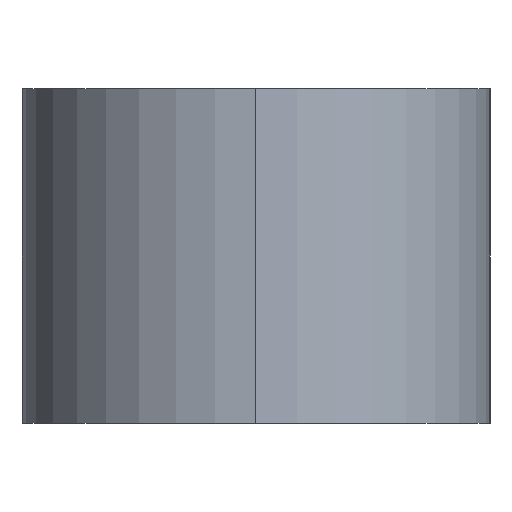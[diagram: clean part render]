
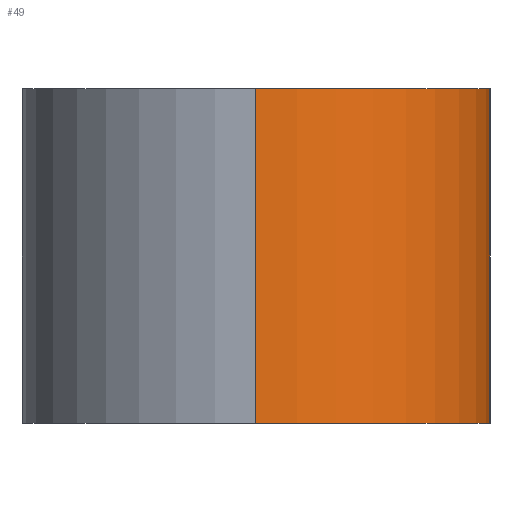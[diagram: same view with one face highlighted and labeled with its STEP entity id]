
A CAD part, left-side view. The second image highlights one B-rep face of the part: STEP entity #49.
In plain terms, the highlighted cylindrical face has radius 7 mm (diameter 14 mm), a partial arc.
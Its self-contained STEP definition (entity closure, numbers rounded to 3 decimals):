
#24 = VECTOR ( 'NONE', #329, 1000. ) ;
#49 = ADVANCED_FACE ( 'NONE', ( #85 ), #125, .T. ) ;
#64 = LINE ( 'NONE', #358, #311 ) ;
#69 = DIRECTION ( 'NONE',  ( 0., 0., 1. ) ) ;
#85 = FACE_OUTER_BOUND ( 'NONE', #138, .T. ) ;
#107 = CIRCLE ( 'NONE', #276, 7. ) ;
#120 = DIRECTION ( 'NONE',  ( -1., 0., 0. ) ) ;
#125 = CYLINDRICAL_SURFACE ( 'NONE', #362, 7. ) ;
#138 = EDGE_LOOP ( 'NONE', ( #272, #399, #140, #407 ) ) ;
#140 = ORIENTED_EDGE ( 'NONE', *, *, #241, .T. ) ;
#154 = EDGE_CURVE ( 'NONE', #371, #244, #64, .T. ) ;
#157 = DIRECTION ( 'NONE',  ( 0., 0., -1. ) ) ;
#163 = CARTESIAN_POINT ( 'NONE',  ( 0., 0., -5. ) ) ;
#170 = EDGE_CURVE ( 'NONE', #308, #371, #107, .T. ) ;
#176 = CARTESIAN_POINT ( 'NONE',  ( -7., 0., -5. ) ) ;
#192 = DIRECTION ( 'NONE',  ( 1., 0., 0. ) ) ;
#226 = CARTESIAN_POINT ( 'NONE',  ( 0., -7., -5. ) ) ;
#241 = EDGE_CURVE ( 'NONE', #345, #244, #252, .T. ) ;
#244 = VERTEX_POINT ( 'NONE', #226 ) ;
#252 = CIRCLE ( 'NONE', #356, 7. ) ;
#261 = DIRECTION ( 'NONE',  ( 1., 0., 0. ) ) ;
#264 = CARTESIAN_POINT ( 'NONE',  ( 0., -7., 5. ) ) ;
#269 = CARTESIAN_POINT ( 'NONE',  ( -7., 0., 5. ) ) ;
#272 = ORIENTED_EDGE ( 'NONE', *, *, #170, .F. ) ;
#276 = AXIS2_PLACEMENT_3D ( 'NONE', #424, #69, #192 ) ;
#291 = EDGE_CURVE ( 'NONE', #308, #345, #297, .T. ) ;
#297 = LINE ( 'NONE', #337, #24 ) ;
#308 = VERTEX_POINT ( 'NONE', #269 ) ;
#311 = VECTOR ( 'NONE', #325, 1000. ) ;
#324 = DIRECTION ( 'NONE',  ( 0., 0., 1. ) ) ;
#325 = DIRECTION ( 'NONE',  ( 0., 0., -1. ) ) ;
#329 = DIRECTION ( 'NONE',  ( 0., 0., -1. ) ) ;
#337 = CARTESIAN_POINT ( 'NONE',  ( -7., 0., 5. ) ) ;
#345 = VERTEX_POINT ( 'NONE', #176 ) ;
#356 = AXIS2_PLACEMENT_3D ( 'NONE', #163, #324, #261 ) ;
#358 = CARTESIAN_POINT ( 'NONE',  ( 0., -7., 5. ) ) ;
#362 = AXIS2_PLACEMENT_3D ( 'NONE', #414, #157, #120 ) ;
#371 = VERTEX_POINT ( 'NONE', #264 ) ;
#399 = ORIENTED_EDGE ( 'NONE', *, *, #291, .T. ) ;
#407 = ORIENTED_EDGE ( 'NONE', *, *, #154, .F. ) ;
#414 = CARTESIAN_POINT ( 'NONE',  ( 0., 0., 5. ) ) ;
#424 = CARTESIAN_POINT ( 'NONE',  ( 0., 0., 5. ) ) ;
